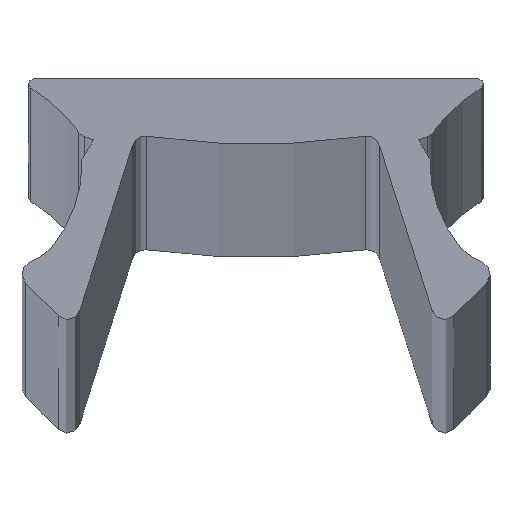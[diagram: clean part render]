
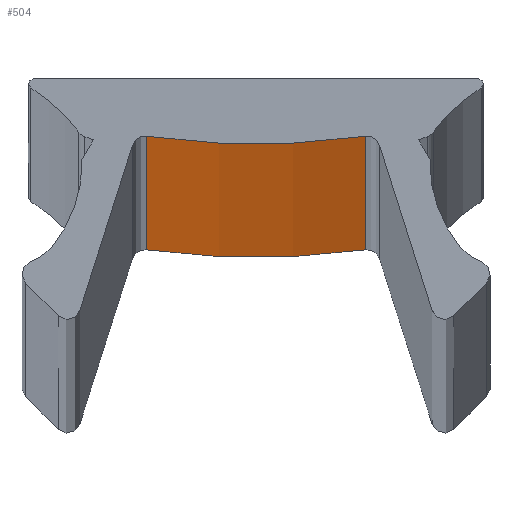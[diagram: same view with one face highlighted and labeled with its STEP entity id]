
A CAD part, top view. The second image highlights one B-rep face of the part: STEP entity #504.
In plain terms, the highlighted cylindrical face has radius 12 mm (diameter 24 mm), a partial arc.
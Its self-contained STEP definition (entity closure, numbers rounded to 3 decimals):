
#6 = CARTESIAN_POINT ( 'NONE',  ( 0., 11., 500. ) ) ;
#12 = VERTEX_POINT ( 'NONE', #151 ) ;
#71 = EDGE_CURVE ( 'NONE', #12, #142, #708, .T. ) ;
#76 = DIRECTION ( 'NONE',  ( 1., 0., 0. ) ) ;
#81 = EDGE_CURVE ( 'NONE', #142, #953, #106, .T. ) ;
#82 = EDGE_CURVE ( 'NONE', #264, #953, #690, .T. ) ;
#88 = EDGE_CURVE ( 'NONE', #12, #264, #529, .T. ) ;
#106 = CIRCLE ( 'NONE', #770, 12. ) ;
#142 = VERTEX_POINT ( 'NONE', #322 ) ;
#151 = CARTESIAN_POINT ( 'NONE',  ( -1.681, -0.882, 500. ) ) ;
#172 = ORIENTED_EDGE ( 'NONE', *, *, #81, .T. ) ;
#234 = DIRECTION ( 'NONE',  ( 0., 0., 1. ) ) ;
#264 = VERTEX_POINT ( 'NONE', #766 ) ;
#305 = VECTOR ( 'NONE', #467, 1000. ) ;
#322 = CARTESIAN_POINT ( 'NONE',  ( -1.681, -0.882, -500. ) ) ;
#325 = VECTOR ( 'NONE', #659, 1000. ) ;
#333 = AXIS2_PLACEMENT_3D ( 'NONE', #421, #520, #587 ) ;
#382 = ORIENTED_EDGE ( 'NONE', *, *, #82, .F. ) ;
#421 = CARTESIAN_POINT ( 'NONE',  ( 0., 11., 500. ) ) ;
#467 = DIRECTION ( 'NONE',  ( 0., 0., -1. ) ) ;
#504 = ADVANCED_FACE ( 'NONE', ( #782 ), #762, .T. ) ;
#520 = DIRECTION ( 'NONE',  ( 0., 0., -1. ) ) ;
#529 = CIRCLE ( 'NONE', #760, 12. ) ;
#541 = DIRECTION ( 'NONE',  ( 0., 0., 1. ) ) ;
#546 = ORIENTED_EDGE ( 'NONE', *, *, #71, .T. ) ;
#573 = CARTESIAN_POINT ( 'NONE',  ( 1.681, -0.882, -500. ) ) ;
#586 = ORIENTED_EDGE ( 'NONE', *, *, #88, .F. ) ;
#587 = DIRECTION ( 'NONE',  ( -1., 0., 0. ) ) ;
#613 = CARTESIAN_POINT ( 'NONE',  ( 1.681, -0.882, 500. ) ) ;
#659 = DIRECTION ( 'NONE',  ( 0., 0., -1. ) ) ;
#680 = CARTESIAN_POINT ( 'NONE',  ( 0., 11., -500. ) ) ;
#690 = LINE ( 'NONE', #613, #305 ) ;
#708 = LINE ( 'NONE', #878, #325 ) ;
#716 = EDGE_LOOP ( 'NONE', ( #172, #382, #586, #546 ) ) ;
#752 = DIRECTION ( 'NONE',  ( 1., 0., 0. ) ) ;
#760 = AXIS2_PLACEMENT_3D ( 'NONE', #6, #541, #76 ) ;
#762 = CYLINDRICAL_SURFACE ( 'NONE', #333, 12. ) ;
#766 = CARTESIAN_POINT ( 'NONE',  ( 1.681, -0.882, 500. ) ) ;
#770 = AXIS2_PLACEMENT_3D ( 'NONE', #680, #234, #752 ) ;
#782 = FACE_OUTER_BOUND ( 'NONE', #716, .T. ) ;
#878 = CARTESIAN_POINT ( 'NONE',  ( -1.681, -0.882, 500. ) ) ;
#953 = VERTEX_POINT ( 'NONE', #573 ) ;
